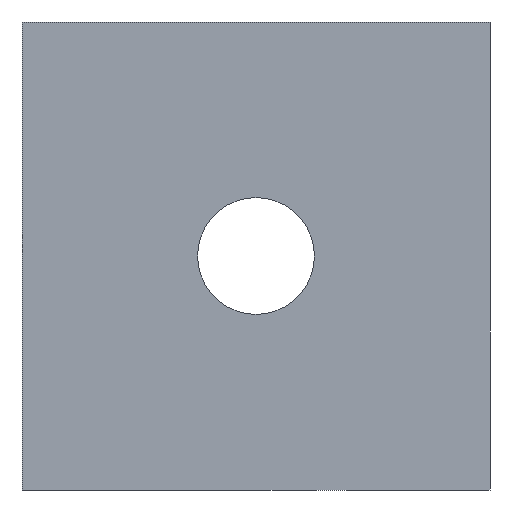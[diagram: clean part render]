
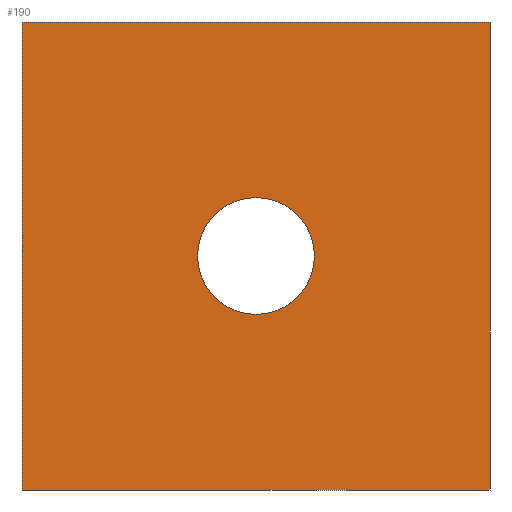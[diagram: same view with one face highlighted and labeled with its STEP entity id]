
A CAD part, left-side view. The second image highlights one B-rep face of the part: STEP entity #190.
In plain terms, the highlighted planar face has unit normal (-1, 0, 0).
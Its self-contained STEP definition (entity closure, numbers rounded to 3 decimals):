
#21=FACE_BOUND('',#53,.T.);
#27=PLANE('',#224);
#42=FACE_OUTER_BOUND('',#52,.T.);
#52=EDGE_LOOP('',(#171,#172,#173,#174));
#53=EDGE_LOOP('',(#175));
#58=LINE('',#315,#72);
#61=LINE('',#320,#75);
#63=LINE('',#324,#77);
#64=LINE('',#326,#78);
#72=VECTOR('',#249,10.);
#75=VECTOR('',#254,10.);
#77=VECTOR('',#258,10.);
#78=VECTOR('',#261,10.);
#85=CIRCLE('',#215,1.621);
#92=VERTEX_POINT('',#282);
#100=VERTEX_POINT('',#312);
#101=VERTEX_POINT('',#314);
#102=VERTEX_POINT('',#318);
#103=VERTEX_POINT('',#322);
#113=EDGE_CURVE('',#92,#92,#85,.T.);
#123=EDGE_CURVE('',#101,#100,#58,.T.);
#126=EDGE_CURVE('',#100,#102,#61,.T.);
#128=EDGE_CURVE('',#102,#103,#63,.T.);
#129=EDGE_CURVE('',#103,#101,#64,.T.);
#171=ORIENTED_EDGE('',*,*,#126,.T.);
#172=ORIENTED_EDGE('',*,*,#128,.T.);
#173=ORIENTED_EDGE('',*,*,#129,.T.);
#174=ORIENTED_EDGE('',*,*,#123,.T.);
#175=ORIENTED_EDGE('',*,*,#113,.T.);
#190=ADVANCED_FACE('',(#42,#21),#27,.F.);
#215=AXIS2_PLACEMENT_3D('',#284,#237,#238);
#224=AXIS2_PLACEMENT_3D('',#328,#264,#265);
#237=DIRECTION('center_axis',(1.,0.,0.));
#238=DIRECTION('ref_axis',(0.,0.,-1.));
#249=DIRECTION('',(0.,0.,1.));
#254=DIRECTION('',(0.,1.,0.));
#258=DIRECTION('',(0.,0.,-1.));
#261=DIRECTION('',(0.,-1.,0.));
#264=DIRECTION('center_axis',(1.,0.,0.));
#265=DIRECTION('ref_axis',(0.,0.,-1.));
#282=CARTESIAN_POINT('',(0.,0.,1.621));
#284=CARTESIAN_POINT('Origin',(0.,0.,0.));
#312=CARTESIAN_POINT('',(0.,-6.5,6.5));
#314=CARTESIAN_POINT('',(0.,-6.5,-6.5));
#315=CARTESIAN_POINT('',(0.,-6.5,-6.5));
#318=CARTESIAN_POINT('',(0.,6.5,6.5));
#320=CARTESIAN_POINT('',(0.,-6.5,6.5));
#322=CARTESIAN_POINT('',(0.,6.5,-6.5));
#324=CARTESIAN_POINT('',(0.,6.5,6.5));
#326=CARTESIAN_POINT('',(0.,6.5,-6.5));
#328=CARTESIAN_POINT('Origin',(0.,0.,0.));
